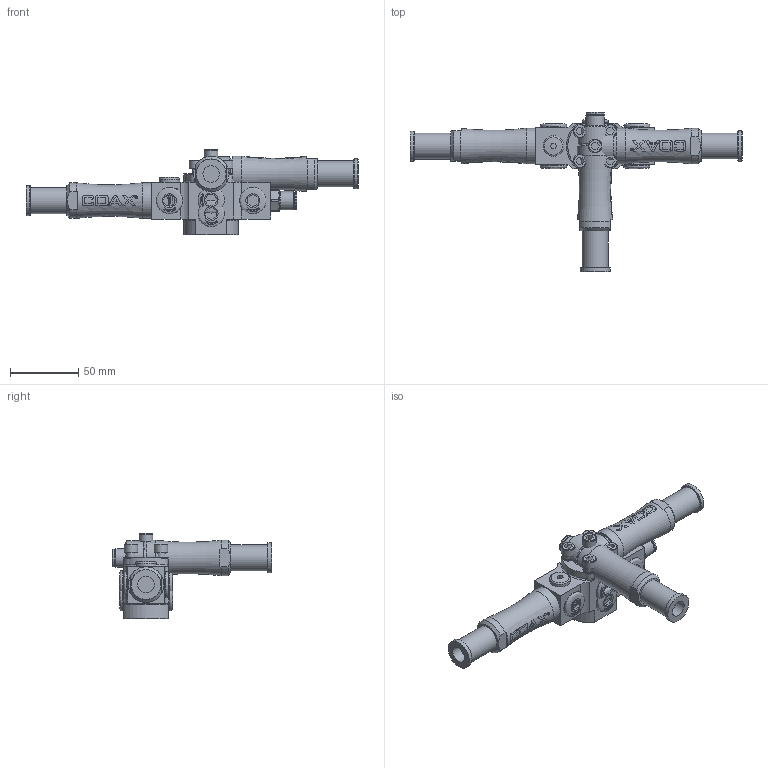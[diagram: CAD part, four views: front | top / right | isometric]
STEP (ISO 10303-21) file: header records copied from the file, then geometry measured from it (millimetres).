
FILE_DESCRIPTION( ( 'Unknown' ), '1' );
FILE_NAME( 'VGS5010_AC_00_BA.stp', 'Unknown', ( 'Unknown' ), ( 'Unknown' ), 'XStep 1.0', 'Unknown', ' ' );
FILE_SCHEMA( ( 'CONFIG_CONTROL_DESIGN' ) );
Length unit declared in the file: millimetre
Products named in the file (13): Assem1; Assem2; Assem3; Assem4; Assem5; Assem6; 1; 2; 3; 4; 5; 6; 7
Bounding box: 243 x 116.7 x 62.4 mm (x, y, z)
Volume: 383455.2 mm3; surface area: 137568.3 mm2
Topology: 39 solids, 39 shells, 2703 faces, 6880 edges, 4533 vertices
Faces by surface type: plane 1040, bspline 812, cylinder 392, cone 195, extrusion 80, torus 70, revolution 66, offset 44, sphere 4
Full cylindrical faces by diameter (mm): 4.917 x16, 6 x9, 8 x4, 8.8 x4, 9.2 x4, 9.73 x4, 10 x13, 11.3 x4, 11.445 x4, 11.8 x24, 12 x3, 13 x4, 13.157 x4, 13.16 x15, 13.5 x8, 15 x8, 19 x7, 19.2 x11, 22 x7, 22.5 x3, 23.376 x4, 25 x3, 25.2 x4, 26 x3
Entity records: 19543 total; most frequent: CARTESIAN_POINT 7557, ORIENTED_EDGE 2498, DIRECTION 1809, EDGE_CURVE 1249, VERTEX_POINT 869, EDGE_LOOP 700, AXIS2_PLACEMENT_3D 619, FACE_OUTER_BOUND 590
